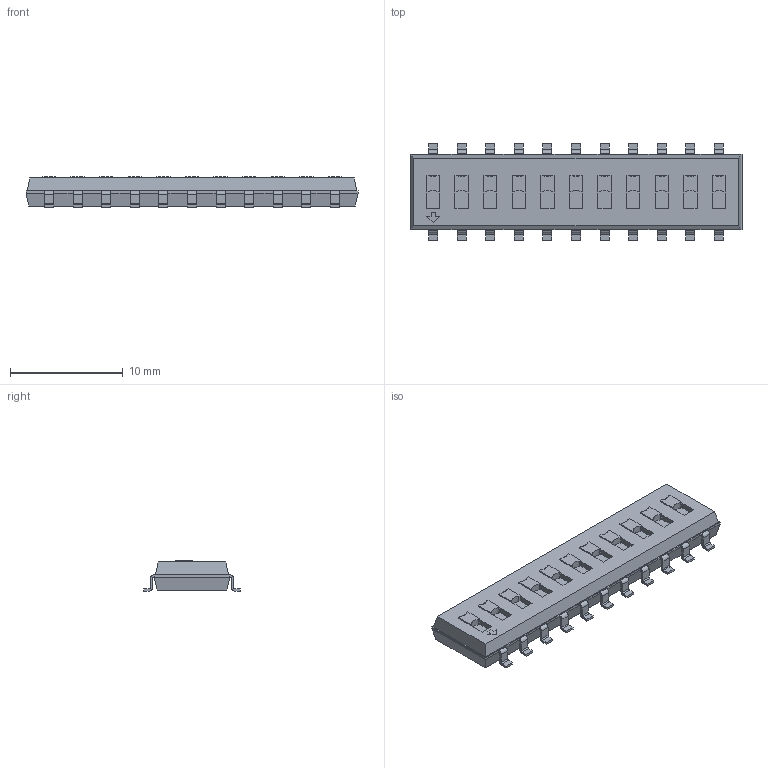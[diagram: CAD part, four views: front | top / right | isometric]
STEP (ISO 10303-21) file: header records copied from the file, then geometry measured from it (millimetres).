
FILE_DESCRIPTION(/* description */ ('model of SW_DIP_SPSTx11_Slide_6.7x29.5mm_W8.61mm_P2.54mm_LowProfile'),/* implementation_level */ '2;1');
FILE_NAME(/* name */ 'SW_DIP_SPSTx11_Slide_6.7x29.5mm_W8.61mm_P2.54mm_LowProfile.step',/* time_stamp */ '2018-12-27T15:19:16',/* author */ ('Terje Io','https://github.com/terjeio'),/* organization */ ('FreeCAD'),/* preprocessor_version */ 'OCC',/* originating_system */ 'kicad StepUp',/* authorisation */ '');
FILE_SCHEMA(('AUTOMOTIVE_DESIGN { 1 0 10303 214 1 1 1 1 }'));
Length unit declared in the file: millimetre
Products named in the file (1): SW_DIP_SPSTx11_Slide_67x295mm_W861mm_P254mm_LowProfile
Bounding box: 29.5 x 8.61 x 2.7 mm (x, y, z)
Volume: 463.8 mm3; surface area: 677.9 mm2
Topology: 1 solids, 1 shells, 514 faces, 1363 edges, 863 vertices
Faces by surface type: plane 370, cylinder 110, bspline 34
Entity records: 9995 total; most frequent: ORIENTED_EDGE 2139, EDGE_CURVE 1363, CARTESIAN_POINT 1303, LINE 874, VERTEX_POINT 863, AXIS2_PLACEMENT_3D 613, FACE_BOUND 526, EDGE_LOOP 526
